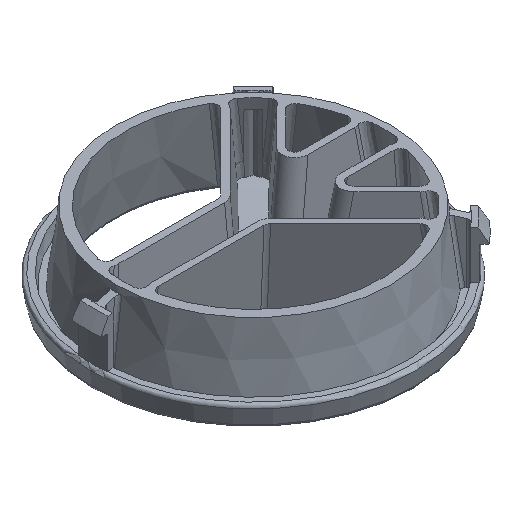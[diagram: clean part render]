
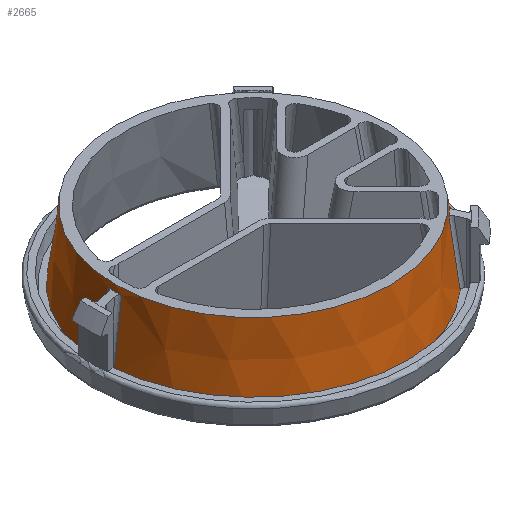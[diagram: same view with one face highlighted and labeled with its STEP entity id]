
A CAD part, isometric view. The second image highlights one B-rep face of the part: STEP entity #2665.
In plain terms, the highlighted conical face has half-angle 7.125 degrees and reference radius 42 mm.
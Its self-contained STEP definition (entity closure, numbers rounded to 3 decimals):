
#124=CONICAL_SURFACE('',#2899,42.,0.124);
#191=B_SPLINE_CURVE_WITH_KNOTS('',3,(#4109,#4110,#4111,#4112),
 .UNSPECIFIED.,.F.,.F.,(4,4),(0.,0.019),
 .UNSPECIFIED.);
#193=B_SPLINE_CURVE_WITH_KNOTS('',3,(#4139,#4140,#4141,#4142),
 .UNSPECIFIED.,.F.,.F.,(4,4),(0.,0.019),
 .UNSPECIFIED.);
#197=B_SPLINE_CURVE_WITH_KNOTS('',3,(#4189,#4190,#4191,#4192),
 .UNSPECIFIED.,.F.,.F.,(4,4),(0.,0.019),
 .UNSPECIFIED.);
#205=B_SPLINE_CURVE_WITH_KNOTS('',3,(#4261,#4262,#4263,#4264),
 .UNSPECIFIED.,.F.,.F.,(4,4),(0.,0.019),
 .UNSPECIFIED.);
#206=B_SPLINE_CURVE_WITH_KNOTS('',3,(#4316,#4317,#4318,#4319),
 .UNSPECIFIED.,.F.,.F.,(4,4),(0.,0.019),.UNSPECIFIED.);
#207=B_SPLINE_CURVE_WITH_KNOTS('',3,(#4323,#4324,#4325,#4326),
 .UNSPECIFIED.,.F.,.F.,(4,4),(0.,0.019),.UNSPECIFIED.);
#343=CIRCLE('',#2808,42.);
#360=CIRCLE('',#2840,44.625);
#373=CIRCLE('',#2864,42.216);
#375=CIRCLE('',#2869,44.625);
#380=CIRCLE('',#2878,42.216);
#391=CIRCLE('',#2900,44.625);
#392=CIRCLE('',#2901,42.216);
#745=ORIENTED_EDGE('',*,*,#1356,.T.);
#746=ORIENTED_EDGE('',*,*,#1473,.F.);
#747=ORIENTED_EDGE('',*,*,#1481,.T.);
#748=ORIENTED_EDGE('',*,*,#1495,.F.);
#749=ORIENTED_EDGE('',*,*,#1494,.T.);
#750=ORIENTED_EDGE('',*,*,#1520,.F.);
#751=ORIENTED_EDGE('',*,*,#1521,.T.);
#752=ORIENTED_EDGE('',*,*,#1522,.F.);
#753=ORIENTED_EDGE('',*,*,#1523,.T.);
#754=ORIENTED_EDGE('',*,*,#1427,.F.);
#755=ORIENTED_EDGE('',*,*,#1472,.T.);
#756=ORIENTED_EDGE('',*,*,#1463,.F.);
#757=ORIENTED_EDGE('',*,*,#1469,.T.);
#1356=EDGE_CURVE('',#1786,#1786,#343,.T.);
#1427=EDGE_CURVE('',#1849,#1850,#360,.T.);
#1463=EDGE_CURVE('',#1874,#1875,#373,.T.);
#1469=EDGE_CURVE('',#1874,#1876,#191,.T.);
#1472=EDGE_CURVE('',#1849,#1875,#193,.T.);
#1473=EDGE_CURVE('',#1878,#1876,#375,.T.);
#1481=EDGE_CURVE('',#1878,#1883,#197,.T.);
#1494=EDGE_CURVE('',#1893,#1895,#205,.T.);
#1495=EDGE_CURVE('',#1893,#1883,#380,.T.);
#1520=EDGE_CURVE('',#1908,#1895,#391,.T.);
#1521=EDGE_CURVE('',#1908,#1909,#206,.T.);
#1522=EDGE_CURVE('',#1910,#1909,#392,.T.);
#1523=EDGE_CURVE('',#1910,#1850,#207,.T.);
#1786=VERTEX_POINT('',#3720);
#1849=VERTEX_POINT('',#3983);
#1850=VERTEX_POINT('',#3984);
#1874=VERTEX_POINT('',#4069);
#1875=VERTEX_POINT('',#4070);
#1876=VERTEX_POINT('',#4108);
#1878=VERTEX_POINT('',#4145);
#1883=VERTEX_POINT('',#4187);
#1893=VERTEX_POINT('',#4249);
#1895=VERTEX_POINT('',#4260);
#1908=VERTEX_POINT('',#4315);
#1909=VERTEX_POINT('',#4320);
#1910=VERTEX_POINT('',#4322);
#2273=EDGE_LOOP('',(#745));
#2274=EDGE_LOOP('',(#746,#747,#748,#749,#750,#751,#752,#753,#754,#755,#756,
#757));
#2449=FACE_BOUND('',#2273,.T.);
#2450=FACE_BOUND('',#2274,.T.);
#2665=ADVANCED_FACE('',(#2449,#2450),#124,.T.);
#2808=AXIS2_PLACEMENT_3D('',#3719,#3085,#3086);
#2840=AXIS2_PLACEMENT_3D('',#3982,#3165,#3166);
#2864=AXIS2_PLACEMENT_3D('',#4068,#3232,#3233);
#2869=AXIS2_PLACEMENT_3D('',#4144,#3242,#3243);
#2878=AXIS2_PLACEMENT_3D('',#4266,#3265,#3266);
#2899=AXIS2_PLACEMENT_3D('',#4313,#3321,#3322);
#2900=AXIS2_PLACEMENT_3D('',#4314,#3323,#3324);
#2901=AXIS2_PLACEMENT_3D('',#4321,#3325,#3326);
#3085=DIRECTION('',(0.,0.,-1.));
#3086=DIRECTION('',(-1.,0.,0.));
#3165=DIRECTION('',(0.,0.,-1.));
#3166=DIRECTION('',(-1.,0.,0.));
#3232=DIRECTION('',(0.,0.,-1.));
#3233=DIRECTION('',(0.707,-0.707,0.));
#3242=DIRECTION('',(0.,0.,-1.));
#3243=DIRECTION('',(-1.,0.,0.));
#3265=DIRECTION('',(0.,0.,-1.));
#3266=DIRECTION('',(0.707,0.707,0.));
#3321=DIRECTION('',(0.,0.,-1.));
#3322=DIRECTION('',(-1.,0.,0.));
#3323=DIRECTION('',(0.,0.,-1.));
#3324=DIRECTION('',(-1.,0.,0.));
#3325=DIRECTION('',(0.,0.,-1.));
#3326=DIRECTION('',(-1.,0.,0.));
#3719=CARTESIAN_POINT('',(0.,0.,24.));
#3720=CARTESIAN_POINT('',(-42.,0.,24.));
#3982=CARTESIAN_POINT('',(0.,0.,3.));
#3983=CARTESIAN_POINT('',(30.001,-33.035,3.));
#3984=CARTESIAN_POINT('',(-44.573,-2.146,3.));
#4068=CARTESIAN_POINT('',(0.,0.,22.273));
#4069=CARTESIAN_POINT('',(31.287,-28.343,22.273));
#4070=CARTESIAN_POINT('',(28.343,-31.287,22.273));
#4108=CARTESIAN_POINT('',(33.035,-30.001,3.));
#4109=CARTESIAN_POINT('',(31.287,-28.343,22.273));
#4110=CARTESIAN_POINT('',(31.87,-28.896,15.849));
#4111=CARTESIAN_POINT('',(32.453,-29.448,9.424));
#4112=CARTESIAN_POINT('',(33.035,-30.001,3.));
#4139=CARTESIAN_POINT('',(30.001,-33.035,3.));
#4140=CARTESIAN_POINT('',(29.448,-32.453,9.424));
#4141=CARTESIAN_POINT('',(28.896,-31.87,15.849));
#4142=CARTESIAN_POINT('',(28.343,-31.287,22.273));
#4144=CARTESIAN_POINT('',(0.,0.,3.));
#4145=CARTESIAN_POINT('',(33.035,30.001,3.));
#4187=CARTESIAN_POINT('',(31.287,28.343,22.273));
#4189=CARTESIAN_POINT('',(33.035,30.001,3.));
#4190=CARTESIAN_POINT('',(32.453,29.448,9.424));
#4191=CARTESIAN_POINT('',(31.87,28.896,15.849));
#4192=CARTESIAN_POINT('',(31.287,28.343,22.273));
#4249=CARTESIAN_POINT('',(28.343,31.287,22.273));
#4260=CARTESIAN_POINT('',(30.001,33.035,3.));
#4261=CARTESIAN_POINT('',(28.343,31.287,22.273));
#4262=CARTESIAN_POINT('',(28.896,31.87,15.849));
#4263=CARTESIAN_POINT('',(29.448,32.453,9.424));
#4264=CARTESIAN_POINT('',(30.001,33.035,3.));
#4266=CARTESIAN_POINT('',(0.,0.,22.273));
#4313=CARTESIAN_POINT('',(0.,0.,24.));
#4314=CARTESIAN_POINT('',(0.,0.,3.));
#4315=CARTESIAN_POINT('',(-44.573,2.146,3.));
#4316=CARTESIAN_POINT('',(-44.573,2.146,3.));
#4317=CARTESIAN_POINT('',(-43.77,2.124,9.424));
#4318=CARTESIAN_POINT('',(-42.967,2.103,15.849));
#4319=CARTESIAN_POINT('',(-42.165,2.081,22.273));
#4320=CARTESIAN_POINT('',(-42.165,2.081,22.273));
#4321=CARTESIAN_POINT('',(0.,0.,22.273));
#4322=CARTESIAN_POINT('',(-42.165,-2.081,22.273));
#4323=CARTESIAN_POINT('',(-42.165,-2.081,22.273));
#4324=CARTESIAN_POINT('',(-42.967,-2.103,15.849));
#4325=CARTESIAN_POINT('',(-43.77,-2.124,9.424));
#4326=CARTESIAN_POINT('',(-44.573,-2.146,3.));
